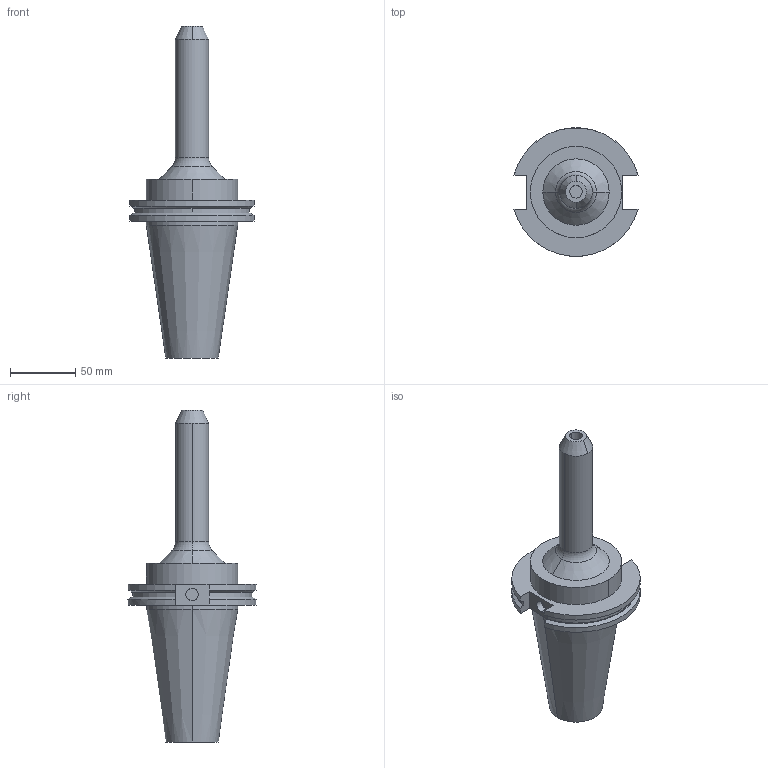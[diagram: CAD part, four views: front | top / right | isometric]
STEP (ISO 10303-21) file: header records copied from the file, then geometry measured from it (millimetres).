
FILE_DESCRIPTION (( 'STEP AP203' ), '1' );
FILE_NAME ('STP-22935-6.STEP', '2018-08-23T05:53:23', ( '' ), ( '' ), 'SwSTEP 2.0', 'SolidWorks 2015', '' );
FILE_SCHEMA (( 'CONFIG_CONTROL_DESIGN' ));
Length unit declared in the file: millimetre
Products named in the file (1): STP-22935-6
Bounding box: 94.95 x 98.24 x 254 mm (x, y, z)
Volume: 457054.1 mm3; surface area: 55152.3 mm2
Topology: 1 solids, 1 shells, 60 faces, 146 edges, 93 vertices
Faces by surface type: cylinder 23, plane 18, cone 17, torus 2
Entity records: 1851 total; most frequent: DIRECTION 328, CARTESIAN_POINT 322, ORIENTED_EDGE 288, EDGE_CURVE 144, AXIS2_PLACEMENT_3D 131, VERTEX_POINT 93, CIRCLE 70, EDGE_LOOP 67
